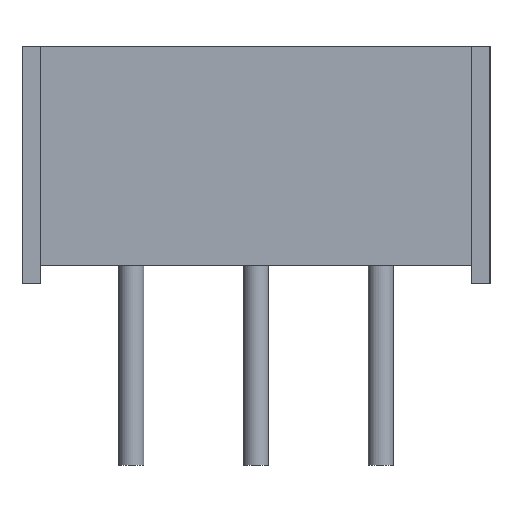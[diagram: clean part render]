
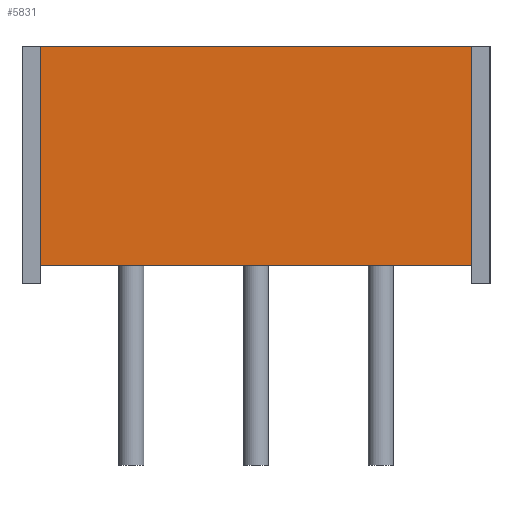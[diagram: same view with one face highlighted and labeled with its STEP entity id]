
A CAD part, left-side view. The second image highlights one B-rep face of the part: STEP entity #5831.
In plain terms, the highlighted planar face has unit normal (-1, 0, 0).
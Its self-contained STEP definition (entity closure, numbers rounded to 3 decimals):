
#609=FACE_OUTER_BOUND('',#940,.T.);
#940=EDGE_LOOP('',(#5306,#5307,#5308,#5309));
#1123=LINE('',#9051,#1651);
#1449=LINE('',#10831,#1977);
#1457=LINE('',#10847,#1985);
#1462=LINE('',#10855,#1990);
#1651=VECTOR('',#6290,10.);
#1977=VECTOR('',#6824,10.);
#1985=VECTOR('',#6836,10.);
#1990=VECTOR('',#6847,10.);
#2450=VERTEX_POINT('',#9049);
#2451=VERTEX_POINT('',#9050);
#2762=VERTEX_POINT('',#10828);
#2763=VERTEX_POINT('',#10830);
#3136=EDGE_CURVE('',#2450,#2451,#1123,.T.);
#3598=EDGE_CURVE('',#2763,#2762,#1449,.T.);
#3606=EDGE_CURVE('',#2450,#2763,#1457,.T.);
#3611=EDGE_CURVE('',#2762,#2451,#1462,.T.);
#5306=ORIENTED_EDGE('',*,*,#3606,.T.);
#5307=ORIENTED_EDGE('',*,*,#3598,.T.);
#5308=ORIENTED_EDGE('',*,*,#3611,.T.);
#5309=ORIENTED_EDGE('',*,*,#3136,.F.);
#5511=PLANE('',#6019);
#5831=ADVANCED_FACE('',(#609),#5511,.F.);
#6019=AXIS2_PLACEMENT_3D('',#10877,#6872,#6873);
#6290=DIRECTION('',(0.,-1.,0.));
#6824=DIRECTION('',(0.,-1.,0.));
#6836=DIRECTION('',(0.,0.,-1.));
#6847=DIRECTION('',(0.,0.,1.));
#6872=DIRECTION('center_axis',(1.,0.,0.));
#6873=DIRECTION('ref_axis',(0.,0.,-1.));
#9049=CARTESIAN_POINT('',(-4.635,4.385,4.83));
#9050=CARTESIAN_POINT('',(-4.635,-4.385,4.83));
#9051=CARTESIAN_POINT('',(-4.635,4.765,4.83));
#10828=CARTESIAN_POINT('',(-4.635,-4.385,0.38));
#10830=CARTESIAN_POINT('',(-4.635,4.385,0.38));
#10831=CARTESIAN_POINT('',(-4.635,4.765,0.38));
#10847=CARTESIAN_POINT('',(-4.635,4.385,3.718));
#10855=CARTESIAN_POINT('',(-4.635,-4.385,1.303));
#10877=CARTESIAN_POINT('Origin',(-4.635,0.,2.605));
